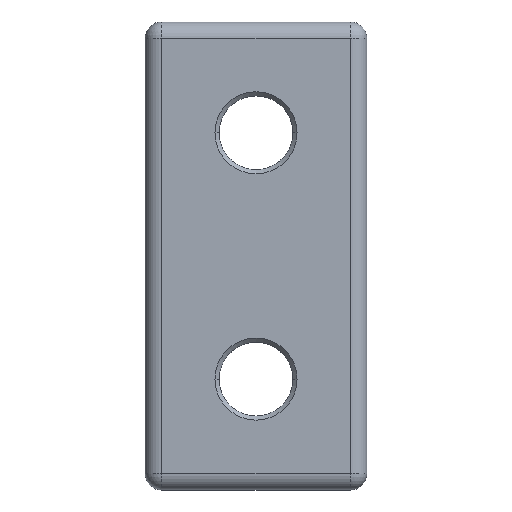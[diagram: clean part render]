
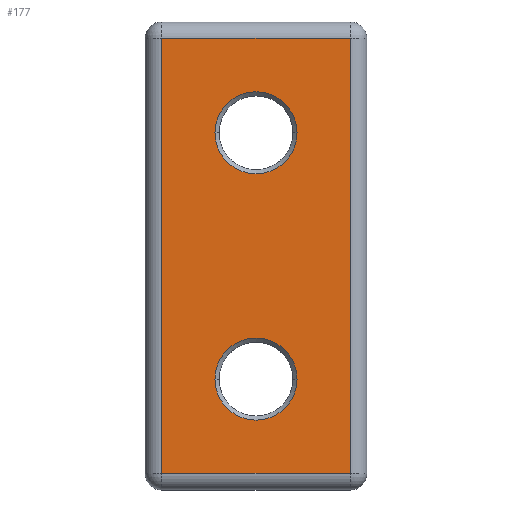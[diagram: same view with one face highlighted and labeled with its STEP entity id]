
A CAD part, top view. The second image highlights one B-rep face of the part: STEP entity #177.
In plain terms, the highlighted planar face has unit normal (0, 0, 1).
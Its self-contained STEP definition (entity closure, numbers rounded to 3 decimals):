
#21 = DIRECTION ( 'NONE',  ( 1., 0., 0. ) ) ;
#31 = DIRECTION ( 'NONE',  ( 0., -1., 0. ) ) ;
#35 = LINE ( 'NONE', #660, #593 ) ;
#59 = ORIENTED_EDGE ( 'NONE', *, *, #533, .T. ) ;
#73 = CIRCLE ( 'NONE', #668, 5. ) ;
#76 = ORIENTED_EDGE ( 'NONE', *, *, #799, .T. ) ;
#91 = EDGE_LOOP ( 'NONE', ( #201, #838, #808, #59 ) ) ;
#97 = CARTESIAN_POINT ( 'NONE',  ( 0., -15., 5. ) ) ;
#107 = CARTESIAN_POINT ( 'NONE',  ( 0., 15., 5. ) ) ;
#117 = CIRCLE ( 'NONE', #303, 5. ) ;
#119 = VERTEX_POINT ( 'NONE', #661 ) ;
#125 = FACE_BOUND ( 'NONE', #878, .T. ) ;
#145 = DIRECTION ( 'NONE',  ( 0., 0., -1. ) ) ;
#177 = ADVANCED_FACE ( 'NONE', ( #125, #184, #466 ), #813, .T. ) ;
#182 = EDGE_CURVE ( 'NONE', #418, #273, #434, .T. ) ;
#184 = FACE_BOUND ( 'NONE', #746, .T. ) ;
#198 = AXIS2_PLACEMENT_3D ( 'NONE', #97, #145, #565 ) ;
#201 = ORIENTED_EDGE ( 'NONE', *, *, #828, .T. ) ;
#204 = ORIENTED_EDGE ( 'NONE', *, *, #529, .T. ) ;
#211 = VECTOR ( 'NONE', #31, 1000. ) ;
#257 = CARTESIAN_POINT ( 'NONE',  ( 0., -15., 5. ) ) ;
#273 = VERTEX_POINT ( 'NONE', #538 ) ;
#292 = DIRECTION ( 'NONE',  ( 0., 1., 0. ) ) ;
#302 = CARTESIAN_POINT ( 'NONE',  ( -11.5, 26.5, 5. ) ) ;
#303 = AXIS2_PLACEMENT_3D ( 'NONE', #107, #570, #787 ) ;
#309 = CARTESIAN_POINT ( 'NONE',  ( -11.5, 26.5, 5. ) ) ;
#359 = ORIENTED_EDGE ( 'NONE', *, *, #182, .T. ) ;
#362 = DIRECTION ( 'NONE',  ( -1., 0., 0. ) ) ;
#372 = LINE ( 'NONE', #833, #879 ) ;
#405 = CIRCLE ( 'NONE', #198, 5. ) ;
#418 = VERTEX_POINT ( 'NONE', #760 ) ;
#427 = LINE ( 'NONE', #302, #620 ) ;
#434 = CIRCLE ( 'NONE', #779, 5. ) ;
#440 = LINE ( 'NONE', #716, #211 ) ;
#458 = DIRECTION ( 'NONE',  ( 0., 0., -1. ) ) ;
#466 = FACE_OUTER_BOUND ( 'NONE', #91, .T. ) ;
#471 = VERTEX_POINT ( 'NONE', #589 ) ;
#495 = VERTEX_POINT ( 'NONE', #309 ) ;
#529 = EDGE_CURVE ( 'NONE', #556, #564, #117, .T. ) ;
#531 = CARTESIAN_POINT ( 'NONE',  ( -11.5, 26.5, 5. ) ) ;
#533 = EDGE_CURVE ( 'NONE', #762, #471, #35, .T. ) ;
#538 = CARTESIAN_POINT ( 'NONE',  ( 5., -15., 5. ) ) ;
#556 = VERTEX_POINT ( 'NONE', #574 ) ;
#564 = VERTEX_POINT ( 'NONE', #585 ) ;
#565 = DIRECTION ( 'NONE',  ( 1., 0., 0. ) ) ;
#570 = DIRECTION ( 'NONE',  ( 0., 0., -1. ) ) ;
#574 = CARTESIAN_POINT ( 'NONE',  ( -5., 15., 5. ) ) ;
#584 = EDGE_CURVE ( 'NONE', #495, #762, #440, .T. ) ;
#585 = CARTESIAN_POINT ( 'NONE',  ( 5., 15., 5. ) ) ;
#589 = CARTESIAN_POINT ( 'NONE',  ( 11.5, -26.5, 5. ) ) ;
#593 = VECTOR ( 'NONE', #846, 1000. ) ;
#620 = VECTOR ( 'NONE', #362, 1000. ) ;
#641 = CARTESIAN_POINT ( 'NONE',  ( 0., 15., 5. ) ) ;
#660 = CARTESIAN_POINT ( 'NONE',  ( 11.5, -26.5, 5. ) ) ;
#661 = CARTESIAN_POINT ( 'NONE',  ( 11.5, 26.5, 5. ) ) ;
#668 = AXIS2_PLACEMENT_3D ( 'NONE', #641, #719, #21 ) ;
#691 = ORIENTED_EDGE ( 'NONE', *, *, #824, .T. ) ;
#716 = CARTESIAN_POINT ( 'NONE',  ( -11.5, -26.5, 5. ) ) ;
#719 = DIRECTION ( 'NONE',  ( 0., 0., -1. ) ) ;
#738 = DIRECTION ( 'NONE',  ( 1., 0., 0. ) ) ;
#745 = DIRECTION ( 'NONE',  ( 1., 0., 0. ) ) ;
#746 = EDGE_LOOP ( 'NONE', ( #76, #204 ) ) ;
#748 = EDGE_CURVE ( 'NONE', #119, #495, #427, .T. ) ;
#760 = CARTESIAN_POINT ( 'NONE',  ( -5., -15., 5. ) ) ;
#762 = VERTEX_POINT ( 'NONE', #829 ) ;
#779 = AXIS2_PLACEMENT_3D ( 'NONE', #257, #458, #745 ) ;
#787 = DIRECTION ( 'NONE',  ( 1., 0., 0. ) ) ;
#799 = EDGE_CURVE ( 'NONE', #564, #556, #73, .T. ) ;
#805 = DIRECTION ( 'NONE',  ( 0., 0., 1. ) ) ;
#808 = ORIENTED_EDGE ( 'NONE', *, *, #584, .T. ) ;
#813 = PLANE ( 'NONE',  #820 ) ;
#820 = AXIS2_PLACEMENT_3D ( 'NONE', #531, #805, #738 ) ;
#824 = EDGE_CURVE ( 'NONE', #273, #418, #405, .T. ) ;
#828 = EDGE_CURVE ( 'NONE', #471, #119, #372, .T. ) ;
#829 = CARTESIAN_POINT ( 'NONE',  ( -11.5, -26.5, 5. ) ) ;
#833 = CARTESIAN_POINT ( 'NONE',  ( 11.5, 26.5, 5. ) ) ;
#838 = ORIENTED_EDGE ( 'NONE', *, *, #748, .T. ) ;
#846 = DIRECTION ( 'NONE',  ( 1., 0., 0. ) ) ;
#878 = EDGE_LOOP ( 'NONE', ( #691, #359 ) ) ;
#879 = VECTOR ( 'NONE', #292, 1000. ) ;
